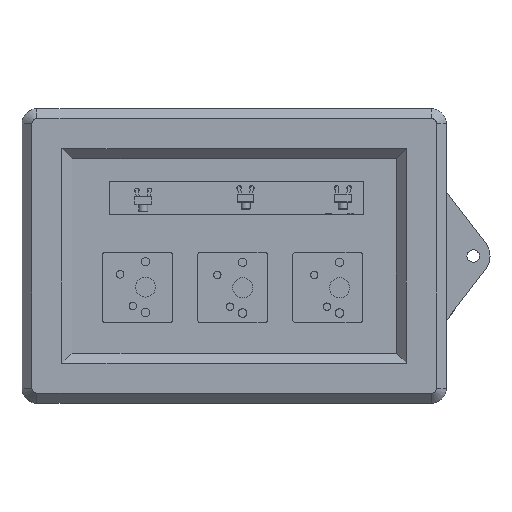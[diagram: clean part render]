
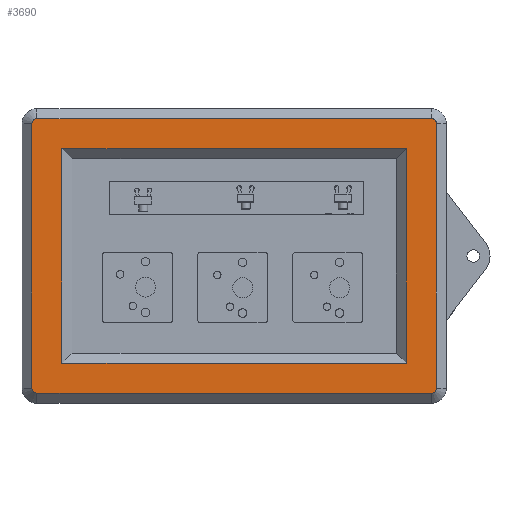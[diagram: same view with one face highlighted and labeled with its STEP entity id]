
A CAD part, top view. The second image highlights one B-rep face of the part: STEP entity #3690.
In plain terms, the highlighted planar face has unit normal (0, 0, 1).
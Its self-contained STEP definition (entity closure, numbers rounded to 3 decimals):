
#339=CIRCLE('',#4105,1.);
#340=CIRCLE('',#4108,1.);
#341=CIRCLE('',#4111,1.);
#342=CIRCLE('',#4114,1.);
#464=FACE_BOUND('',#957,.T.);
#647=FACE_OUTER_BOUND('',#956,.T.);
#956=EDGE_LOOP('',(#3295,#3296,#3297,#3298,#3299,#3300,#3301,#3302));
#957=EDGE_LOOP('',(#3303,#3304,#3305,#3306));
#1249=LINE('',#6539,#1557);
#1253=LINE('',#6548,#1561);
#1256=LINE('',#6556,#1564);
#1259=LINE('',#6564,#1567);
#1260=LINE('',#6570,#1568);
#1261=LINE('',#6572,#1569);
#1262=LINE('',#6574,#1570);
#1263=LINE('',#6575,#1571);
#1557=VECTOR('',#5132,10.);
#1561=VECTOR('',#5142,10.);
#1564=VECTOR('',#5151,10.);
#1567=VECTOR('',#5160,10.);
#1568=VECTOR('',#5167,10.);
#1569=VECTOR('',#5168,10.);
#1570=VECTOR('',#5169,10.);
#1571=VECTOR('',#5170,10.);
#1879=VERTEX_POINT('',#6536);
#1880=VERTEX_POINT('',#6538);
#1881=VERTEX_POINT('',#6542);
#1882=VERTEX_POINT('',#6546);
#1883=VERTEX_POINT('',#6550);
#1884=VERTEX_POINT('',#6554);
#1885=VERTEX_POINT('',#6558);
#1886=VERTEX_POINT('',#6562);
#1887=VERTEX_POINT('',#6568);
#1888=VERTEX_POINT('',#6569);
#1889=VERTEX_POINT('',#6571);
#1890=VERTEX_POINT('',#6573);
#2347=EDGE_CURVE('',#1879,#1880,#1249,.T.);
#2350=EDGE_CURVE('',#1881,#1879,#339,.T.);
#2352=EDGE_CURVE('',#1882,#1881,#1253,.T.);
#2354=EDGE_CURVE('',#1883,#1882,#340,.T.);
#2356=EDGE_CURVE('',#1884,#1883,#1256,.T.);
#2358=EDGE_CURVE('',#1885,#1884,#341,.T.);
#2360=EDGE_CURVE('',#1886,#1885,#1259,.T.);
#2361=EDGE_CURVE('',#1880,#1886,#342,.T.);
#2362=EDGE_CURVE('',#1887,#1888,#1260,.T.);
#2363=EDGE_CURVE('',#1889,#1887,#1261,.T.);
#2364=EDGE_CURVE('',#1890,#1889,#1262,.T.);
#2365=EDGE_CURVE('',#1888,#1890,#1263,.T.);
#3295=ORIENTED_EDGE('',*,*,#2347,.F.);
#3296=ORIENTED_EDGE('',*,*,#2350,.F.);
#3297=ORIENTED_EDGE('',*,*,#2352,.F.);
#3298=ORIENTED_EDGE('',*,*,#2354,.F.);
#3299=ORIENTED_EDGE('',*,*,#2356,.F.);
#3300=ORIENTED_EDGE('',*,*,#2358,.F.);
#3301=ORIENTED_EDGE('',*,*,#2360,.F.);
#3302=ORIENTED_EDGE('',*,*,#2361,.F.);
#3303=ORIENTED_EDGE('',*,*,#2362,.F.);
#3304=ORIENTED_EDGE('',*,*,#2363,.F.);
#3305=ORIENTED_EDGE('',*,*,#2364,.F.);
#3306=ORIENTED_EDGE('',*,*,#2365,.F.);
#3446=PLANE('',#4115);
#3690=ADVANCED_FACE('',(#647,#464),#3446,.T.);
#4105=AXIS2_PLACEMENT_3D('',#6544,#5137,#5138);
#4108=AXIS2_PLACEMENT_3D('',#6552,#5146,#5147);
#4111=AXIS2_PLACEMENT_3D('',#6560,#5155,#5156);
#4114=AXIS2_PLACEMENT_3D('',#6566,#5163,#5164);
#4115=AXIS2_PLACEMENT_3D('',#6567,#5165,#5166);
#5132=DIRECTION('',(0.,-1.,0.));
#5137=DIRECTION('center_axis',(0.,0.,-1.));
#5138=DIRECTION('ref_axis',(0.707,0.707,0.));
#5142=DIRECTION('',(1.,0.,0.));
#5146=DIRECTION('center_axis',(0.,0.,-1.));
#5147=DIRECTION('ref_axis',(-0.707,0.707,0.));
#5151=DIRECTION('',(0.,1.,0.));
#5155=DIRECTION('center_axis',(0.,0.,-1.));
#5156=DIRECTION('ref_axis',(-0.707,-0.707,0.));
#5160=DIRECTION('',(-1.,0.,0.));
#5163=DIRECTION('center_axis',(0.,0.,-1.));
#5164=DIRECTION('ref_axis',(0.707,-0.707,0.));
#5165=DIRECTION('center_axis',(0.,0.,1.));
#5166=DIRECTION('ref_axis',(1.,0.,0.));
#5167=DIRECTION('',(-1.,0.,0.));
#5168=DIRECTION('',(0.,1.,0.));
#5169=DIRECTION('',(1.,0.,0.));
#5170=DIRECTION('',(0.,-1.,0.));
#6536=CARTESIAN_POINT('',(40.5,26.5,16.7));
#6538=CARTESIAN_POINT('',(40.5,-26.5,16.7));
#6539=CARTESIAN_POINT('',(40.5,-14.75,16.7));
#6542=CARTESIAN_POINT('',(39.5,27.5,16.7));
#6544=CARTESIAN_POINT('Origin',(39.5,26.5,16.7));
#6546=CARTESIAN_POINT('',(-39.5,27.5,16.7));
#6548=CARTESIAN_POINT('',(21.25,27.5,16.7));
#6550=CARTESIAN_POINT('',(-40.5,26.5,16.7));
#6552=CARTESIAN_POINT('Origin',(-39.5,26.5,16.7));
#6554=CARTESIAN_POINT('',(-40.5,-26.5,16.7));
#6556=CARTESIAN_POINT('',(-40.5,14.75,16.7));
#6558=CARTESIAN_POINT('',(-39.5,-27.5,16.7));
#6560=CARTESIAN_POINT('Origin',(-39.5,-26.5,16.7));
#6562=CARTESIAN_POINT('',(39.5,-27.5,16.7));
#6564=CARTESIAN_POINT('',(-21.25,-27.5,16.7));
#6566=CARTESIAN_POINT('Origin',(39.5,-26.5,16.7));
#6567=CARTESIAN_POINT('Origin',(0.,0.,
16.7));
#6568=CARTESIAN_POINT('',(34.5,21.5,16.7));
#6569=CARTESIAN_POINT('',(-34.5,21.5,16.7));
#6570=CARTESIAN_POINT('',(-16.25,21.5,16.7));
#6571=CARTESIAN_POINT('',(34.5,-21.5,16.7));
#6572=CARTESIAN_POINT('',(34.5,9.75,16.7));
#6573=CARTESIAN_POINT('',(-34.5,-21.5,16.7));
#6574=CARTESIAN_POINT('',(16.25,-21.5,16.7));
#6575=CARTESIAN_POINT('',(-34.5,-9.75,16.7));
